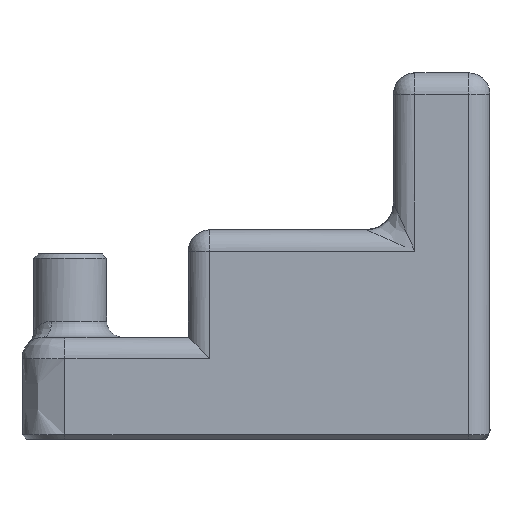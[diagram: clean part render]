
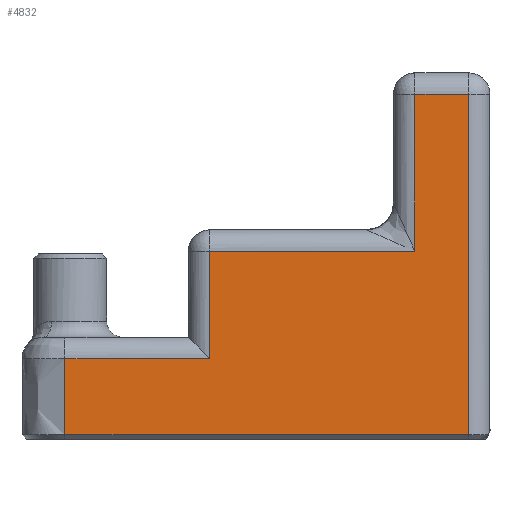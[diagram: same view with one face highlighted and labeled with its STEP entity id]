
A CAD part, left-side view. The second image highlights one B-rep face of the part: STEP entity #4832.
In plain terms, the highlighted planar face has unit normal (-1, 0, 0).
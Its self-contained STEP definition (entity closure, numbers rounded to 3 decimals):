
#142=B_SPLINE_CURVE_WITH_KNOTS('',3,(#8519,#8520,#8521,#8522),
 .UNSPECIFIED.,.F.,.F.,(4,4),(-0.869,-0.159),
 .UNSPECIFIED.);
#335=PLANE('',#5249);
#562=FACE_OUTER_BOUND('',#861,.T.);
#861=EDGE_LOOP('',(#4109,#4110,#4111,#4112,#4113,#4114,#4115,#4116));
#1141=LINE('',#7380,#1587);
#1280=LINE('',#8493,#1726);
#1299=LINE('',#8671,#1745);
#1301=LINE('',#8678,#1747);
#1313=LINE('',#8721,#1759);
#1315=LINE('',#8729,#1761);
#1316=LINE('',#8730,#1762);
#1587=VECTOR('',#5799,10.);
#1726=VECTOR('',#6222,10.);
#1745=VECTOR('',#6311,10.);
#1747=VECTOR('',#6319,10.);
#1759=VECTOR('',#6355,10.);
#1761=VECTOR('',#6367,10.);
#1762=VECTOR('',#6368,10.);
#2201=VERTEX_POINT('',#7360);
#2202=VERTEX_POINT('',#7378);
#2350=VERTEX_POINT('',#8432);
#2351=VERTEX_POINT('',#8492);
#2367=VERTEX_POINT('',#8616);
#2373=VERTEX_POINT('',#8670);
#2375=VERTEX_POINT('',#8676);
#2385=VERTEX_POINT('',#8728);
#2694=EDGE_CURVE('',#2202,#2201,#1141,.T.);
#2929=EDGE_CURVE('',#2350,#2351,#1280,.T.);
#2931=EDGE_CURVE('',#2201,#2350,#142,.T.);
#2966=EDGE_CURVE('',#2367,#2373,#1299,.T.);
#2970=EDGE_CURVE('',#2375,#2367,#1301,.T.);
#2988=EDGE_CURVE('',#2351,#2375,#1313,.T.);
#2991=EDGE_CURVE('',#2385,#2202,#1315,.T.);
#2992=EDGE_CURVE('',#2373,#2385,#1316,.T.);
#4109=ORIENTED_EDGE('',*,*,#2931,.F.);
#4110=ORIENTED_EDGE('',*,*,#2694,.F.);
#4111=ORIENTED_EDGE('',*,*,#2991,.F.);
#4112=ORIENTED_EDGE('',*,*,#2992,.F.);
#4113=ORIENTED_EDGE('',*,*,#2966,.F.);
#4114=ORIENTED_EDGE('',*,*,#2970,.F.);
#4115=ORIENTED_EDGE('',*,*,#2988,.F.);
#4116=ORIENTED_EDGE('',*,*,#2929,.F.);
#4832=ADVANCED_FACE('',(#562),#335,.T.);
#5249=AXIS2_PLACEMENT_3D('',#8727,#6365,#6366);
#5799=DIRECTION('',(0.,-1.,0.));
#6222=DIRECTION('',(0.,1.,0.));
#6311=DIRECTION('',(0.,0.,-1.));
#6319=DIRECTION('',(0.,1.,0.));
#6355=DIRECTION('',(0.,0.,-1.));
#6365=DIRECTION('center_axis',(-1.,0.,0.));
#6366=DIRECTION('ref_axis',(0.,0.,1.));
#6367=DIRECTION('',(0.,0.,1.));
#6368=DIRECTION('',(0.,1.,0.));
#7360=CARTESIAN_POINT('',(-79.994,-4.171,86.374));
#7378=CARTESIAN_POINT('',(-79.994,33.437,86.374));
#7380=CARTESIAN_POINT('',(-79.994,-26.921,86.374));
#8432=CARTESIAN_POINT('',(-79.994,-4.171,79.274));
#8492=CARTESIAN_POINT('',(-79.994,9.329,79.274));
#8493=CARTESIAN_POINT('',(-79.994,-26.921,79.274));
#8519=CARTESIAN_POINT('Ctrl Pts',(-79.994,-4.171,86.374));
#8520=CARTESIAN_POINT('Ctrl Pts',(-79.994,-4.171,84.008));
#8521=CARTESIAN_POINT('Ctrl Pts',(-79.994,-4.171,81.641));
#8522=CARTESIAN_POINT('Ctrl Pts',(-79.994,-4.171,79.274));
#8616=CARTESIAN_POINT('',(-79.994,28.437,69.274));
#8670=CARTESIAN_POINT('',(-79.994,28.437,54.65));
#8671=CARTESIAN_POINT('',(-79.994,28.437,64.962));
#8676=CARTESIAN_POINT('',(-79.994,9.329,69.274));
#8678=CARTESIAN_POINT('',(-79.994,-21.644,69.274));
#8721=CARTESIAN_POINT('',(-79.994,9.329,77.274));
#8727=CARTESIAN_POINT('Origin',(-79.994,1.329,77.274));
#8728=CARTESIAN_POINT('',(-79.994,33.437,54.65));
#8729=CARTESIAN_POINT('',(-79.994,33.437,82.024));
#8730=CARTESIAN_POINT('',(-79.994,18.383,54.65));
